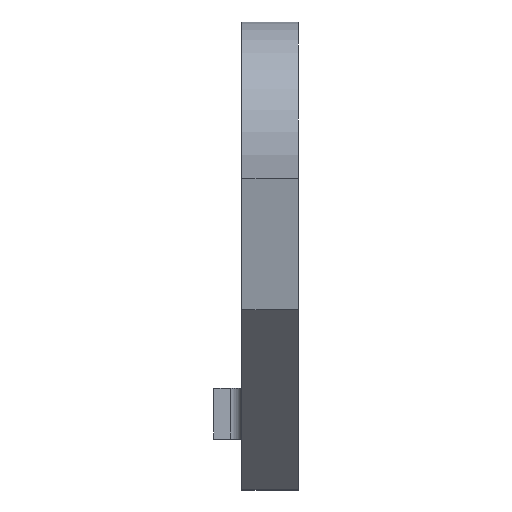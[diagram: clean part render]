
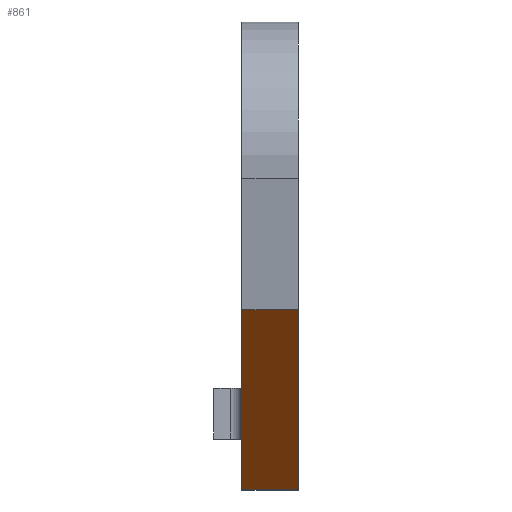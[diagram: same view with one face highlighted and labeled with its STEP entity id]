
A CAD part, front view. The second image highlights one B-rep face of the part: STEP entity #861.
In plain terms, the highlighted planar face has unit normal (0, -0.707, -0.707).
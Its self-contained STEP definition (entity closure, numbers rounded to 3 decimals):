
#18 = VERTEX_POINT ( 'NONE', #59 ) ;
#59 = CARTESIAN_POINT ( 'NONE',  ( 2.5, 6.349, -29.59 ) ) ;
#61 = LINE ( 'NONE', #729, #1121 ) ;
#83 = FACE_OUTER_BOUND ( 'NONE', #859, .T. ) ;
#120 = EDGE_CURVE ( 'NONE', #18, #1068, #122, .T. ) ;
#122 = LINE ( 'NONE', #133, #1117 ) ;
#133 = CARTESIAN_POINT ( 'NONE',  ( 2.5, 6.349, -29.59 ) ) ;
#173 = ORIENTED_EDGE ( 'NONE', *, *, #589, .T. ) ;
#187 = ORIENTED_EDGE ( 'NONE', *, *, #120, .F. ) ;
#287 = CARTESIAN_POINT ( 'NONE',  ( -2.5, 6.349, -29.59 ) ) ;
#370 = DIRECTION ( 'NONE',  ( 0., -0.707, -0.707 ) ) ;
#412 = VECTOR ( 'NONE', #608, 1000. ) ;
#434 = EDGE_CURVE ( 'NONE', #1068, #500, #1134, .T. ) ;
#472 = CARTESIAN_POINT ( 'NONE',  ( -2.5, -11.621, -11.621 ) ) ;
#478 = LINE ( 'NONE', #878, #412 ) ;
#500 = VERTEX_POINT ( 'NONE', #1242 ) ;
#589 = EDGE_CURVE ( 'NONE', #18, #802, #478, .T. ) ;
#608 = DIRECTION ( 'NONE',  ( 0., -0.707, 0.707 ) ) ;
#658 = CARTESIAN_POINT ( 'NONE',  ( 2.5, -11.621, -11.621 ) ) ;
#660 = ORIENTED_EDGE ( 'NONE', *, *, #434, .F. ) ;
#729 = CARTESIAN_POINT ( 'NONE',  ( 2.5, -9.572, -13.67 ) ) ;
#763 = DIRECTION ( 'NONE',  ( 0., -0.707, 0.707 ) ) ;
#802 = VERTEX_POINT ( 'NONE', #818 ) ;
#812 = EDGE_CURVE ( 'NONE', #802, #500, #61, .T. ) ;
#818 = CARTESIAN_POINT ( 'NONE',  ( 2.5, -9.572, -13.67 ) ) ;
#836 = AXIS2_PLACEMENT_3D ( 'NONE', #658, #370, #1125 ) ;
#859 = EDGE_LOOP ( 'NONE', ( #660, #187, #173, #920 ) ) ;
#861 = ADVANCED_FACE ( 'NONE', ( #83 ), #1240, .T. ) ;
#878 = CARTESIAN_POINT ( 'NONE',  ( 2.5, -11.621, -11.621 ) ) ;
#920 = ORIENTED_EDGE ( 'NONE', *, *, #812, .T. ) ;
#1068 = VERTEX_POINT ( 'NONE', #287 ) ;
#1116 = DIRECTION ( 'NONE',  ( -1., 0., 0. ) ) ;
#1117 = VECTOR ( 'NONE', #1178, 1000. ) ;
#1120 = VECTOR ( 'NONE', #763, 1000. ) ;
#1121 = VECTOR ( 'NONE', #1116, 1000. ) ;
#1125 = DIRECTION ( 'NONE',  ( 0., 0.707, -0.707 ) ) ;
#1134 = LINE ( 'NONE', #472, #1120 ) ;
#1178 = DIRECTION ( 'NONE',  ( -1., 0., 0. ) ) ;
#1240 = PLANE ( 'NONE',  #836 ) ;
#1242 = CARTESIAN_POINT ( 'NONE',  ( -2.5, -9.572, -13.67 ) ) ;
